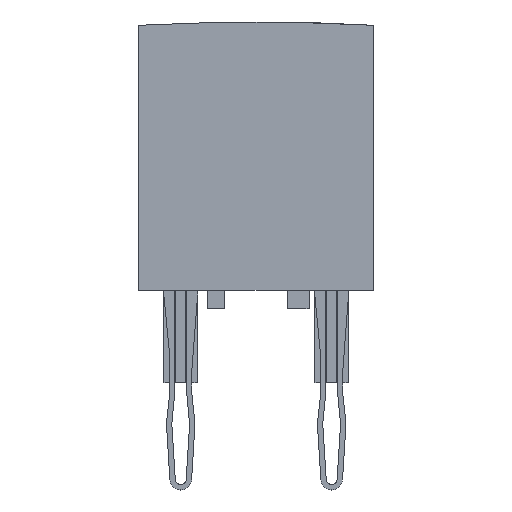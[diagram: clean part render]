
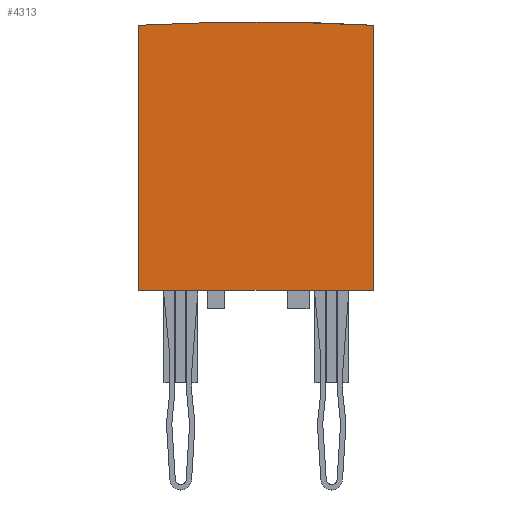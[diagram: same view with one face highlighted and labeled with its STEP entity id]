
A CAD part, top view. The second image highlights one B-rep face of the part: STEP entity #4313.
In plain terms, the highlighted planar face has unit normal (0, 0, 1).
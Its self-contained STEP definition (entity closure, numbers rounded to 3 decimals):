
#4074 = VERTEX_POINT ( 'NONE', #13946 ) ;
#4170 = ORIENTED_EDGE ( 'NONE', *, *, #4251, .F. ) ;
#4195 = ORIENTED_EDGE ( 'NONE', *, *, #15154, .F. ) ;
#4215 = EDGE_LOOP ( 'NONE', ( #4195, #4274, #4170, #4520 ) ) ;
#4251 = EDGE_CURVE ( 'NONE', #4074, #4349, #13944, .T. ) ;
#4274 = ORIENTED_EDGE ( 'NONE', *, *, #4281, .F. ) ;
#4281 = EDGE_CURVE ( 'NONE', #4349, #15152, #13940, .T. ) ;
#4313 = ADVANCED_FACE ( 'NONE', ( #13999 ), #13984, .T. ) ;
#4323 = EDGE_CURVE ( 'NONE', #4074, #15151, #13979, .T. ) ;
#4349 = VERTEX_POINT ( 'NONE', #14031 ) ;
#4520 = ORIENTED_EDGE ( 'NONE', *, *, #4323, .T. ) ;
#13940 = LINE ( 'NONE', #14002, #14001 ) ;
#13941 = DIRECTION ( 'NONE',  ( -1., 0., 0. ) ) ;
#13942 = VECTOR ( 'NONE', #13941, 1000. ) ;
#13943 = CARTESIAN_POINT ( 'NONE',  ( -6.123, -50.992, 8.6 ) ) ;
#13944 = LINE ( 'NONE', #13943, #13942 ) ;
#13946 = CARTESIAN_POINT ( 'NONE',  ( -6.823, -50.992, 8.6 ) ) ;
#13976 = DIRECTION ( 'NONE',  ( 0., 1., 0. ) ) ;
#13977 = VECTOR ( 'NONE', #13976, 1000. ) ;
#13978 = CARTESIAN_POINT ( 'NONE',  ( -6.823, -20.992, 8.6 ) ) ;
#13979 = LINE ( 'NONE', #13978, #13977 ) ;
#13980 = DIRECTION ( 'NONE',  ( 0., 1., 0. ) ) ;
#13981 = DIRECTION ( 'NONE',  ( 0., 0., 1. ) ) ;
#13982 = CARTESIAN_POINT ( 'NONE',  ( -6.023, -21.142, 8.6 ) ) ;
#13983 = AXIS2_PLACEMENT_3D ( 'NONE', #13982, #13981, #13980 ) ;
#13984 = PLANE ( 'NONE',  #13983 ) ;
#13999 = FACE_OUTER_BOUND ( 'NONE', #4215, .T. ) ;
#14000 = DIRECTION ( 'NONE',  ( 0., 1., 0. ) ) ;
#14001 = VECTOR ( 'NONE', #14000, 1000. ) ;
#14002 = CARTESIAN_POINT ( 'NONE',  ( -34.823, -21.142, 8.6 ) ) ;
#14031 = CARTESIAN_POINT ( 'NONE',  ( -34.823, -50.992, 8.6 ) ) ;
#15151 = VERTEX_POINT ( 'NONE', #16207 ) ;
#15152 = VERTEX_POINT ( 'NONE', #16206 ) ;
#15154 = EDGE_CURVE ( 'NONE', #15152, #15151, #16204, .T. ) ;
#16200 = DIRECTION ( 'NONE',  ( 1., 0., 0. ) ) ;
#16201 = DIRECTION ( 'NONE',  ( 0., 0., -1. ) ) ;
#16202 = CARTESIAN_POINT ( 'NONE',  ( -20.823, -268.992, 8.6 ) ) ;
#16203 = AXIS2_PLACEMENT_3D ( 'NONE', #16202, #16201, #16200 ) ;
#16204 = CIRCLE ( 'NONE', #16203, 250. ) ;
#16206 = CARTESIAN_POINT ( 'NONE',  ( -34.823, -19.384, 8.6 ) ) ;
#16207 = CARTESIAN_POINT ( 'NONE',  ( -6.823, -19.384, 8.6 ) ) ;
